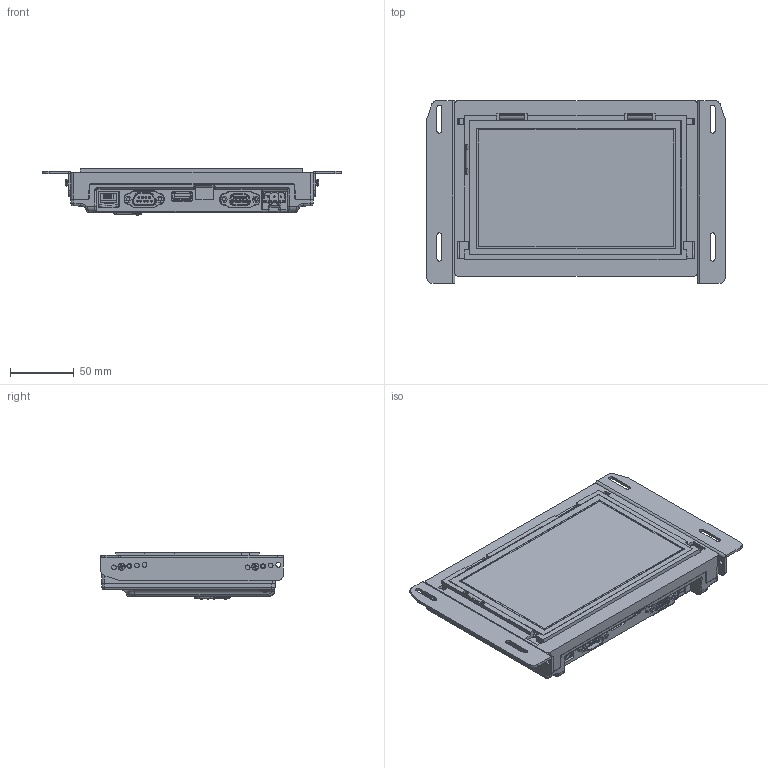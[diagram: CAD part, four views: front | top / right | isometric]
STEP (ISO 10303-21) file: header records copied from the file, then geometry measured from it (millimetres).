
FILE_DESCRIPTION (( 'STEP AP203' ), '1' );
FILE_NAME ('MT8070iER.STEP', '2017-07-28T05:11:38', ( 'annayang' ), ( '' ), 'SwSTEP 2.0', 'SolidWorks 2011', '' );
FILE_SCHEMA (( 'CONFIG_CONTROL_DESIGN' ));
Products named in the file (1): MT8070iER
Bounding box: 233.6 x 143 x 36.76 mm (x, y, z)
Surface area: 162613 mm2 (no closed solid volume)
Topology: 0 solids, 52 shells, 1422 faces, 6250 edges, 4665 vertices
Faces by surface type: plane 636, cylinder 247, cone 228, bspline 160, torus 116, sphere 35
Entity records: 79802 total; most frequent: CARTESIAN_POINT 32235, ORIENTED_EDGE 9076, DIRECTION 8905, EDGE_CURVE 6196, VERTEX_POINT 4644, VECTOR 3775, LINE 3775, AXIS2_PLACEMENT_3D 2565
